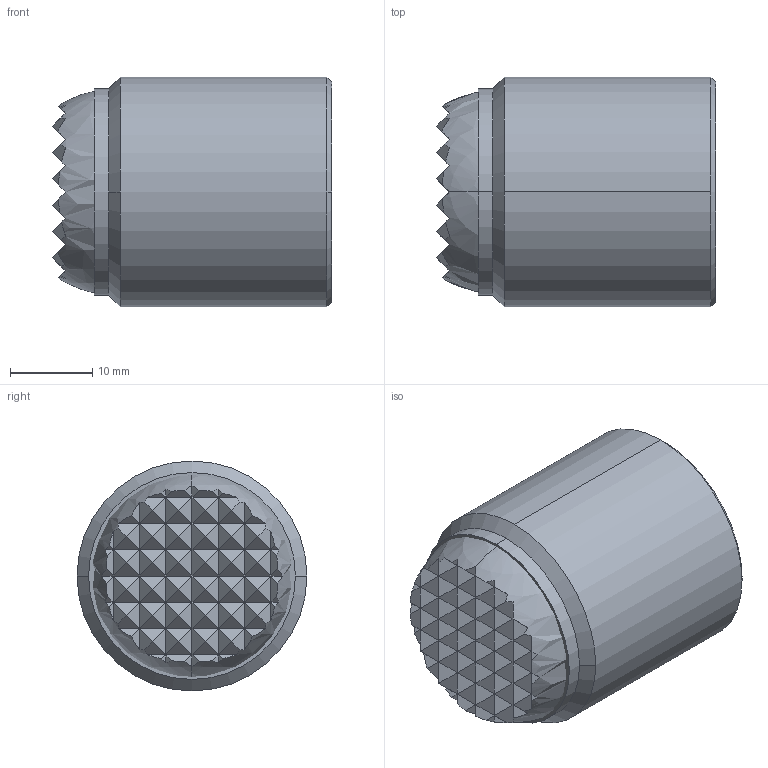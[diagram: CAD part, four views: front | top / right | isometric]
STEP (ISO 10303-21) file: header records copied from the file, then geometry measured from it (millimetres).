
FILE_DESCRIPTION(('STEP AP214'),'1');
FILE_NAME('HALDERN_EH_22731_0728.stp','2017-05-09T08:17:28',('TraceParts'),('TraceParts S.A.'),'Spatial InterOp 3D',' ',' ');
FILE_SCHEMA(('automotive_design'));
Length unit declared in the file: millimetre
Products named in the file (2): HALDERN_EH_22731_0728_1; HALDERN_EH_22731_0728_2
Bounding box: 34 x 28 x 28 mm (x, y, z)
Volume: 23481.3 mm3; surface area: 5682.3 mm2
Topology: 2 solids, 2 shells, 200 faces, 366 edges, 166 vertices
Faces by surface type: plane 180, cone 10, cylinder 8, sphere 2
Entity records: 6197 total; most frequent: DIRECTION 862, CARTESIAN_POINT 728, ORIENTED_EDGE 720, EDGE_CURVE 360, AXIS2_PLACEMENT_3D 300, LINE 262, VECTOR 262, EDGE_LOOP 202
